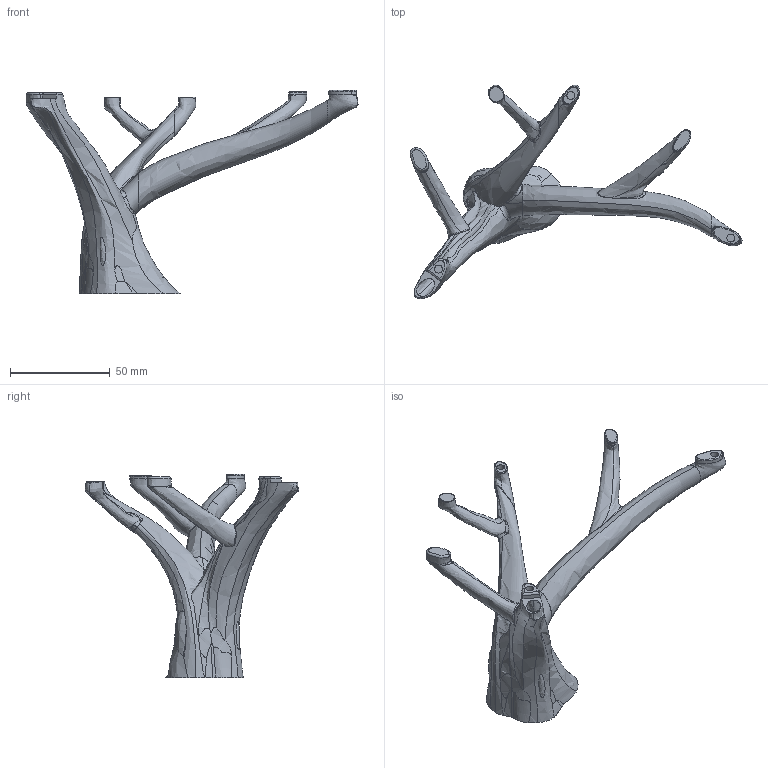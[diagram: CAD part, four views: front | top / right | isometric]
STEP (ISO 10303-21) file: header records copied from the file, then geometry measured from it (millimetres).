
FILE_DESCRIPTION((''),'2;1');
FILE_NAME('MOUNTING_STRUCTURE','2021-06-29T',('User'),(''),'CREO PARAMETRIC BY PTC INC, 2014350','CREO PARAMETRIC BY PTC INC, 2014350','');
FILE_SCHEMA(('AUTOMOTIVE_DESIGN { 1 0 10303 214 1 1 1 1 }'));
Products named in the file (1): MOUNTING_STRUCTURE
Bounding box: 166.79 x 107.38 x 102.33 mm (x, y, z)
Surface area: 24517.7 mm2 (no closed solid volume)
Topology: 0 solids, 2 shells, 180 faces, 538 edges, 344 vertices
Faces by surface type: bspline 137, plane 17, cylinder 14, cone 6, extrusion 6
Entity records: 35871 total; most frequent: CARTESIAN_POINT 30864, ORIENTED_EDGE 1026, PRESENTATION_STYLE_ASSIGNMENT 515, STYLED_ITEM 515, CURVE_STYLE 514, EDGE_CURVE 514, B_SPLINE_CURVE_WITH_KNOTS 466, VERTEX_POINT 344
